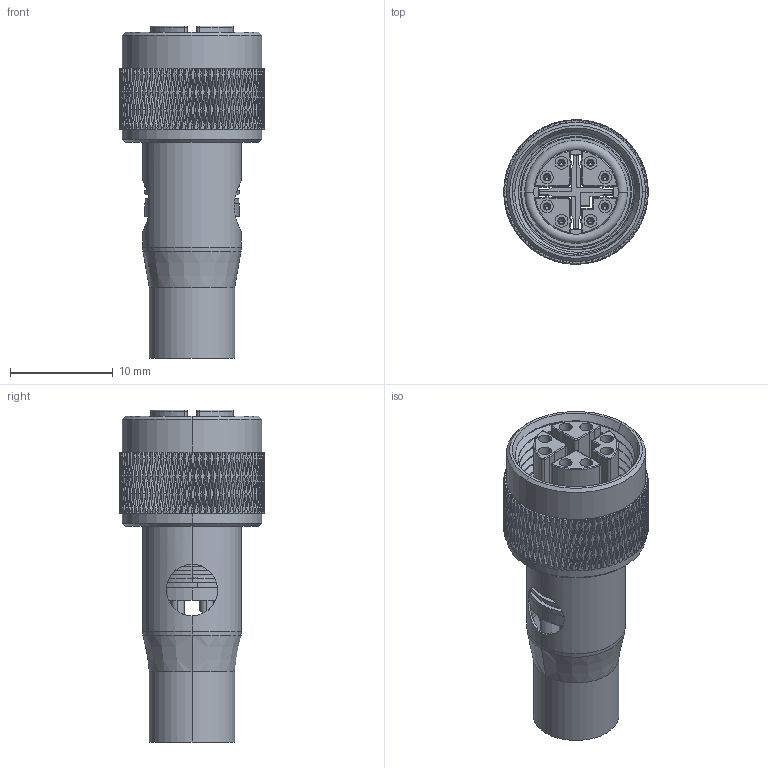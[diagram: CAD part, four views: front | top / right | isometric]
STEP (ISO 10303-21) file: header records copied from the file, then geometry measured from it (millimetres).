
FILE_DESCRIPTION((''),'2;1');
FILE_NAME('X-F-BODY__ASM','2022-10-20T',('酴憚矨'),(''),'PRO/ENGINEER BY PARAMETRIC TECHNOLOGY CORPORATION, 2014320','PRO/ENGINEER BY PARAMETRIC TECHNOLOGY CORPORATION, 2014320','');
FILE_SCHEMA(('CONFIG_CONTROL_DESIGN'));
Length unit declared in the file: millimetre
Products named in the file (7): X-F-BODY_; X-F-IN_; X-F-TERMINAL_; O-RING-7_; X-F-BODY_1; M12-F-NUT____; X-F-BODY__ASM
Assembly tree (13 placements, depth 2):
  X-F-BODY__ASM
    X-F-BODY_
    X-F-IN_
    X-F-TERMINAL_  x8
    O-RING-7_
    X-F-BODY_1
    M12-F-NUT____
Bounding box: 14.03 x 14.03 x 32.28 mm (x, y, z)
Volume: 1520.9 mm3; surface area: 5476.9 mm2
Topology: 13 solids, 13 shells, 2048 faces, 5781 edges, 3785 vertices
Faces by surface type: bspline 882, cylinder 554, cone 354, plane 229, torus 29
Entity records: 83493 total; most frequent: CARTESIAN_POINT 47061, ORIENTED_EDGE 10074, EDGE_CURVE 5037, B_SPLINE_CURVE_WITH_KNOTS 3850, DIRECTION 3647, VERTEX_POINT 3330, EDGE_LOOP 1797, FACE_OUTER_BOUND 1740
